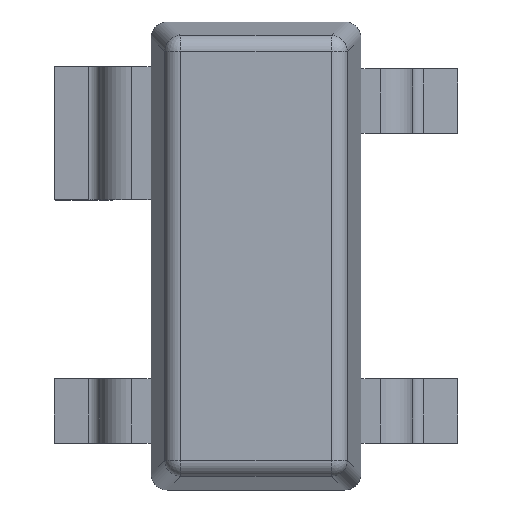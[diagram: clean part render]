
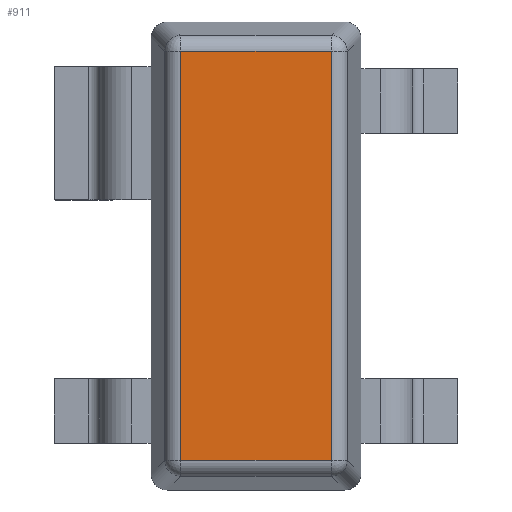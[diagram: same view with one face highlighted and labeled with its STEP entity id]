
A CAD part, top view. The second image highlights one B-rep face of the part: STEP entity #911.
In plain terms, the highlighted face is planar.
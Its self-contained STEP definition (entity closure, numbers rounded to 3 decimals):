
#29=DIRECTION('',(0.,0.,-1.));
#30=VECTOR('',#29,0.935);
#31=CARTESIAN_POINT('',(1.267,0.56,0.467));
#32=LINE('',#31,#30);
#37=DIRECTION('',(1.,0.,0.));
#38=VECTOR('',#37,2.535);
#39=CARTESIAN_POINT('',(-1.267,0.56,0.467));
#40=LINE('',#39,#38);
#44=DIRECTION('',(0.,0.,1.));
#45=VECTOR('',#44,0.935);
#46=CARTESIAN_POINT('',(-1.267,0.56,-0.467));
#47=LINE('',#46,#45);
#51=DIRECTION('',(-1.,0.,0.));
#52=VECTOR('',#51,2.535);
#53=CARTESIAN_POINT('',(1.267,0.56,-0.467));
#54=LINE('',#53,#52);
#810=CARTESIAN_POINT('',(1.267,0.56,0.467));
#811=CARTESIAN_POINT('',(1.267,0.56,-0.467));
#812=VERTEX_POINT('',#810);
#813=VERTEX_POINT('',#811);
#818=CARTESIAN_POINT('',(-1.267,0.56,-0.467));
#819=CARTESIAN_POINT('',(-1.267,0.56,0.467));
#820=VERTEX_POINT('',#818);
#821=VERTEX_POINT('',#819);
#896=CARTESIAN_POINT('',(0.,0.56,0.));
#897=DIRECTION('',(0.,1.,0.));
#898=DIRECTION('',(1.,0.,0.));
#899=AXIS2_PLACEMENT_3D('',#896,#897,#898);
#900=PLANE('',#899);
#902=ORIENTED_EDGE('',*,*,#901,.F.);
#904=ORIENTED_EDGE('',*,*,#903,.F.);
#906=ORIENTED_EDGE('',*,*,#905,.F.);
#908=ORIENTED_EDGE('',*,*,#907,.F.);
#909=EDGE_LOOP('',(#902,#904,#906,#908));
#910=FACE_OUTER_BOUND('',#909,.F.);
#911=ADVANCED_FACE('',(#910),#900,.T.);
#901=EDGE_CURVE('',#812,#813,#32,.T.);
#903=EDGE_CURVE('',#821,#812,#40,.T.);
#905=EDGE_CURVE('',#820,#821,#47,.T.);
#907=EDGE_CURVE('',#813,#820,#54,.T.);
